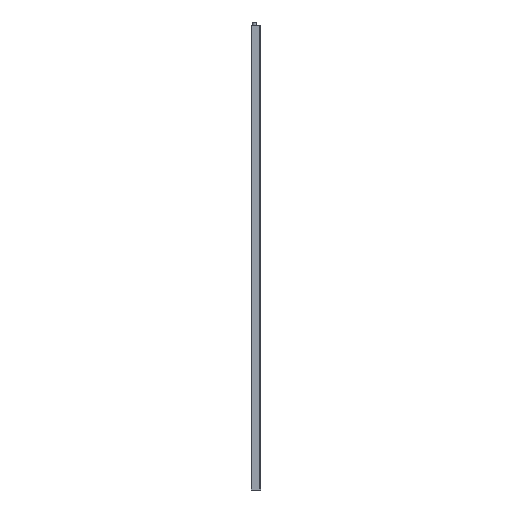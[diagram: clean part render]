
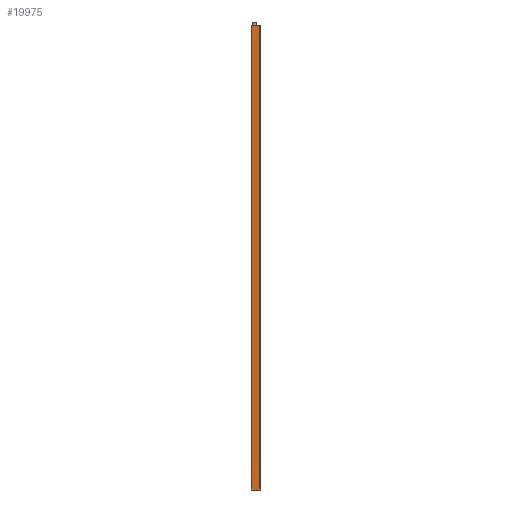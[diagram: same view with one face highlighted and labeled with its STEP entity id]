
A CAD part, left-side view. The second image highlights one B-rep face of the part: STEP entity #19975.
In plain terms, the highlighted planar face has unit normal (-1, 0, 0).
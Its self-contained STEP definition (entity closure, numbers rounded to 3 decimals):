
#1328 = VERTEX_POINT ( 'NONE', #21563 ) ;
#3364 = VERTEX_POINT ( 'NONE', #6061 ) ;
#4365 = VECTOR ( 'NONE', #30248, 1000. ) ;
#6061 = CARTESIAN_POINT ( 'NONE',  ( -9.263, 8.773, 0. ) ) ;
#7257 = FACE_OUTER_BOUND ( 'NONE', #22683, .T. ) ;
#7429 = DIRECTION ( 'NONE',  ( 0., 1., 0. ) ) ;
#11083 = AXIS2_PLACEMENT_3D ( 'NONE', #31280, #15290, #7429 ) ;
#12612 = LINE ( 'NONE', #15562, #16322 ) ;
#12916 = EDGE_CURVE ( 'NONE', #20604, #3364, #12612, .T. ) ;
#12939 = DIRECTION ( 'NONE',  ( 0., 0., -1. ) ) ;
#14737 = ORIENTED_EDGE ( 'NONE', *, *, #18453, .F. ) ;
#15290 = DIRECTION ( 'NONE',  ( 1., 0., 0. ) ) ;
#15466 = CARTESIAN_POINT ( 'NONE',  ( -9.263, -9.927, 1083. ) ) ;
#15562 = CARTESIAN_POINT ( 'NONE',  ( -9.263, 8.773, 1083. ) ) ;
#16322 = VECTOR ( 'NONE', #12939, 1000. ) ;
#17259 = CARTESIAN_POINT ( 'NONE',  ( -9.263, 8.773, 1083. ) ) ;
#17699 = VECTOR ( 'NONE', #31962, 1000. ) ;
#18453 = EDGE_CURVE ( 'NONE', #20604, #27302, #31295, .T. ) ;
#19129 = EDGE_CURVE ( 'NONE', #3364, #1328, #25155, .T. ) ;
#19975 = ADVANCED_FACE ( 'NONE', ( #7257 ), #28282, .F. ) ;
#20268 = ORIENTED_EDGE ( 'NONE', *, *, #22587, .F. ) ;
#20604 = VERTEX_POINT ( 'NONE', #27265 ) ;
#21563 = CARTESIAN_POINT ( 'NONE',  ( -9.263, -9.927, 0. ) ) ;
#22172 = CARTESIAN_POINT ( 'NONE',  ( -9.263, 8.773, 0. ) ) ;
#22272 = ORIENTED_EDGE ( 'NONE', *, *, #12916, .T. ) ;
#22587 = EDGE_CURVE ( 'NONE', #27302, #1328, #26326, .T. ) ;
#22683 = EDGE_LOOP ( 'NONE', ( #34195, #20268, #14737, #22272 ) ) ;
#25155 = LINE ( 'NONE', #22172, #4365 ) ;
#26326 = LINE ( 'NONE', #15466, #17699 ) ;
#27265 = CARTESIAN_POINT ( 'NONE',  ( -9.263, 8.773, 1083. ) ) ;
#27302 = VERTEX_POINT ( 'NONE', #29544 ) ;
#28282 = PLANE ( 'NONE',  #11083 ) ;
#29544 = CARTESIAN_POINT ( 'NONE',  ( -9.263, -9.927, 1083. ) ) ;
#30248 = DIRECTION ( 'NONE',  ( 0., -1., 0. ) ) ;
#30693 = VECTOR ( 'NONE', #30787, 1000. ) ;
#30787 = DIRECTION ( 'NONE',  ( 0., -1., 0. ) ) ;
#31280 = CARTESIAN_POINT ( 'NONE',  ( -9.263, 8.773, 1083. ) ) ;
#31295 = LINE ( 'NONE', #17259, #30693 ) ;
#31962 = DIRECTION ( 'NONE',  ( 0., 0., -1. ) ) ;
#34195 = ORIENTED_EDGE ( 'NONE', *, *, #19129, .T. ) ;
